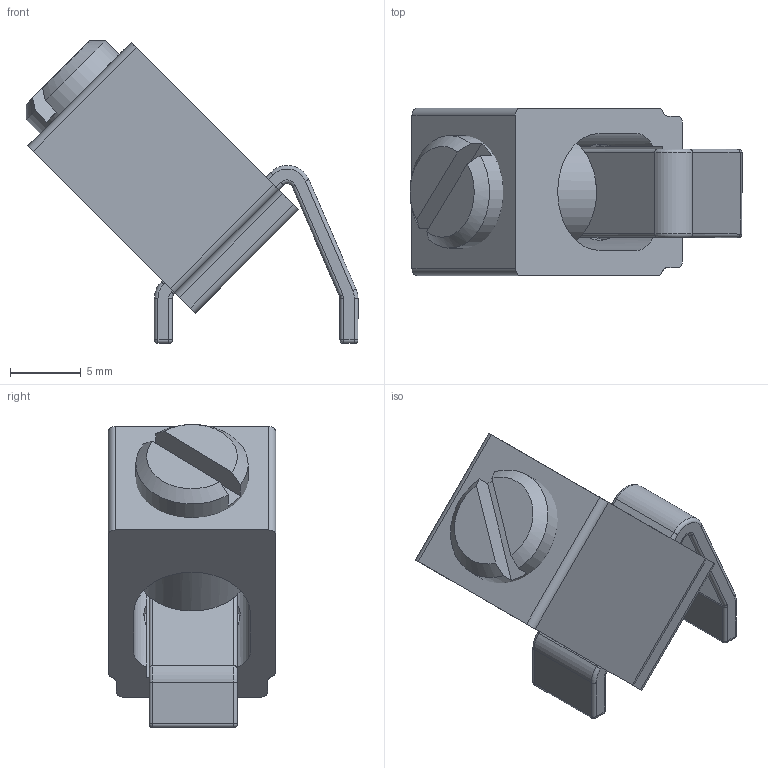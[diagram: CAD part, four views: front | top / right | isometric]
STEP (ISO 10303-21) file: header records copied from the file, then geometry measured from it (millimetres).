
FILE_DESCRIPTION(/* description */ (''),/* implementation_level */ '2;1');
FILE_NAME(/* name */ 'B2C-PCB-45-SS.stp',/* time_stamp */ '2015-12-18T11:38:16-05:00',/* author */ ('tsmith'),/* organization */ (''),/* preprocessor_version */ 'ST-DEVELOPER v15.6',/* originating_system */ 'Autodesk Inventor 2015',/* authorisation */ '');
FILE_SCHEMA (('AUTOMOTIVE_DESIGN { 1 0 10303 214 3 1 1 }'));
Length unit declared in the file: inch
Products named in the file (5): 14257-45; B2C; 12786; B2C-Assembly1; B2C-PCB-45
Assembly tree (4 placements, depth 3):
  B2C-PCB-45
    14257-45
    B2C-Assembly1
      B2C
      12786
Bounding box: 23.4 x 11.81 x 21.35 mm (x, y, z)
Volume: 1849.5 mm3; surface area: 2006.4 mm2
Topology: 3 solids, 3 shells, 103 faces, 251 edges, 146 vertices
Faces by surface type: cylinder 45, plane 31, torus 12, sphere 9, cone 6
Full cylindrical faces by diameter (mm): 6.782 x1, 7.925 x1
Entity records: 3041 total; most frequent: DIRECTION 556, CARTESIAN_POINT 551, ORIENTED_EDGE 468, EDGE_CURVE 234, AXIS2_PLACEMENT_3D 219, VERTEX_POINT 142, LINE 118, VECTOR 118
